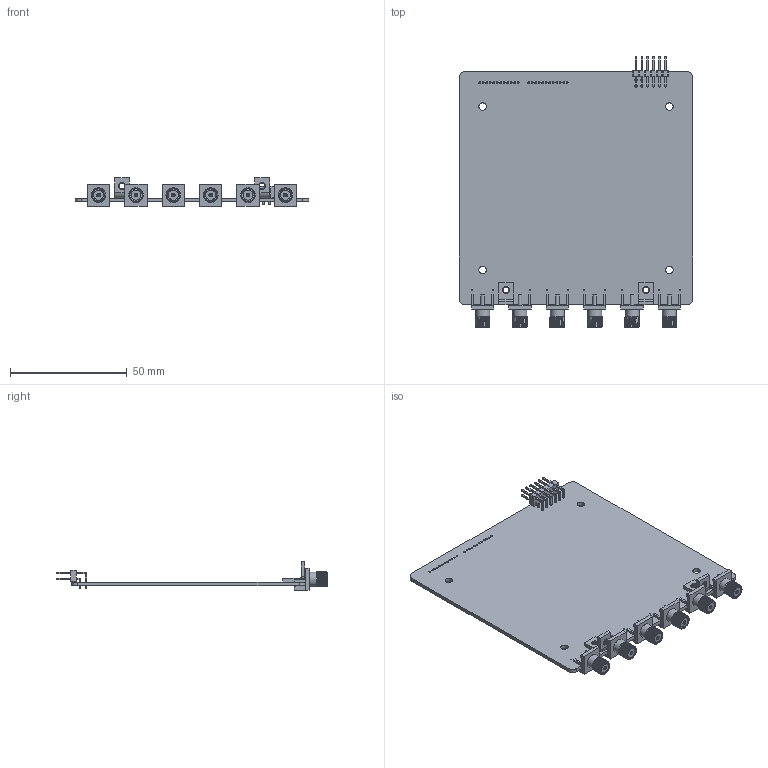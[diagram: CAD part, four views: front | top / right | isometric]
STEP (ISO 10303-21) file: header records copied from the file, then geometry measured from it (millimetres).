
FILE_DESCRIPTION(('KiCad electronic assembly'),'2;1');
FILE_NAME('3d_model.step','2024-09-12T15:48:05',('Pcbnew'),('Kicad'), 'Open CASCADE STEP processor 7.8','KiCad to STEP converter','Unknown' );
FILE_SCHEMA(('AUTOMOTIVE_DESIGN { 1 0 10303 214 1 1 1 1 }'));
Length unit declared in the file: millimetre
Products named in the file (8): 3d_model 1; SMA_Molex_73251-1153_EdgeMount_Horizontal; keystone-PN621; 621; PinHeader_2x06_P2.54mm_Horizontal; PinHeader_2x06_P254mm_Horizontal; Hammond_1457_with_jst_connector_PCB
Assembly tree (13 placements, depth 3):
  3d_model 1
    SMA_Molex_73251-1153_EdgeMount_Horizontal  x6
      SMA_Molex_73251-1153_EdgeMount_Horizontal
    keystone-PN621  x2
      621
    PinHeader_2x06_P2.54mm_Horizontal
      PinHeader_2x06_P254mm_Horizontal
    Hammond_1457_with_jst_connector_PCB
Bounding box: 100 x 116.07 x 12.2 mm (x, y, z)
Volume: 18816.9 mm3; surface area: 25706.2 mm2
Topology: 10 solids, 10 shells, 1110 faces, 2332 edges, 1470 vertices
Faces by surface type: plane 654, cylinder 310, cone 132, bspline 8, torus 6
Full cylindrical faces by diameter (mm): 0.4 x6, 0.46 x10, 0.73 x24, 1 x18, 1.52 x6, 1.6 x6, 3.2 x4, 5.9 x72, 6 x6, 6.3 x66
Entity records: 18266 total; most frequent: CARTESIAN_POINT 3172, DIRECTION 2470, ORIENTED_EDGE 2416, EDGE_CURVE 1208, LINE 924, VECTOR 924, AXIS2_PLACEMENT_3D 773, VERTEX_POINT 761
